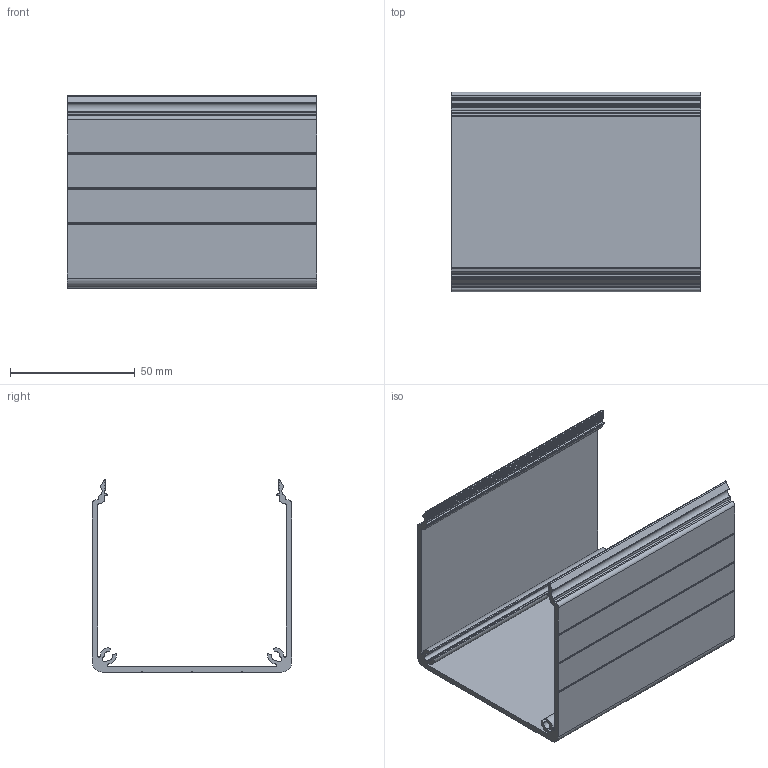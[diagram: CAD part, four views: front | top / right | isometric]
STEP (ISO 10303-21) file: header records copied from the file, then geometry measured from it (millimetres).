
FILE_DESCRIPTION(('STEP AP203'),'1');
FILE_NAME('SAFE00E1610.stp','2023-10-09T07:40:59',(' '),(' '),'Spatial InterOp 3D',' ',' ');
FILE_SCHEMA(('CONFIG_CONTROL_DESIGN'));
Length unit declared in the file: millimetre
Products named in the file (1): Goulotte U 80x80 SE
Bounding box: 100 x 80 x 77 mm (x, y, z)
Volume: 56707.5 mm3; surface area: 52468.4 mm2
Topology: 1 solids, 1 shells, 196 faces, 582 edges, 388 vertices
Faces by surface type: cylinder 107, plane 89
Entity records: 6768 total; most frequent: DIRECTION 1190, CARTESIAN_POINT 1167, ORIENTED_EDGE 1164, EDGE_CURVE 582, AXIS2_PLACEMENT_3D 411, VERTEX_POINT 388, LINE 368, VECTOR 368
